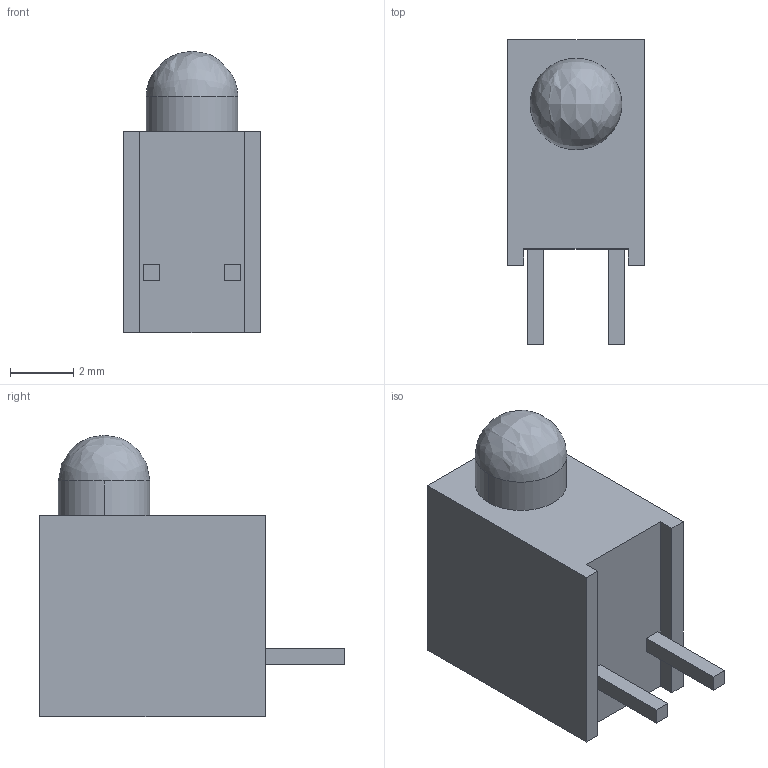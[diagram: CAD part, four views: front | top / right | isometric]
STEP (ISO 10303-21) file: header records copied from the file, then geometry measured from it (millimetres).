
FILE_DESCRIPTION (( 'STEP AP214' ), '1' );
FILE_NAME ('4BA90BEA-52C2-4952-A03D-FFECFBBC08E9.STEP', '2023-01-24T07:14:15', ( '' ), ( '' ), 'SwSTEP 2.0', 'SolidWorks 2022', '' );
FILE_SCHEMA (( 'AUTOMOTIVE_DESIGN' ));
Length unit declared in the file: millimetre
Products named in the file (1): 4BA90BEA-52C2-4952-A03D-FFECFBBC08E9
Bounding box: 4.32 x 9.6 x 8.89 mm (x, y, z)
Volume: 199.4 mm3; surface area: 238.4 mm2
Topology: 1 solids, 1 shells, 23 faces, 56 edges, 36 vertices
Faces by surface type: plane 20, cylinder 2, bspline 1
Entity records: 950 total; most frequent: CARTESIAN_POINT 129, ORIENTED_EDGE 108, DIRECTION 104, EDGE_CURVE 54, LINE 50, VECTOR 50, VERTEX_POINT 36, AXIS2_PLACEMENT_3D 27
